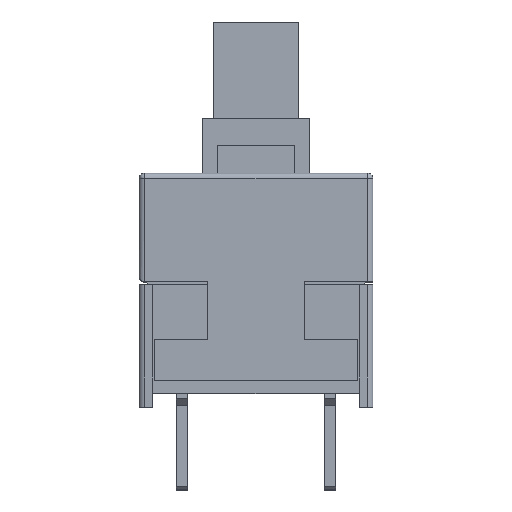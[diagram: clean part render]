
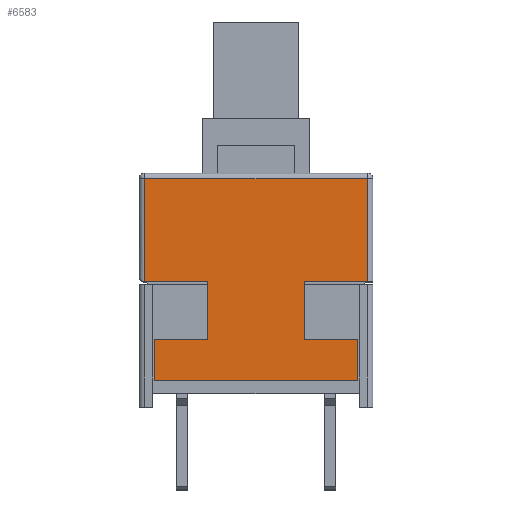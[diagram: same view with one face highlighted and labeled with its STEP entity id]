
A CAD part, top view. The second image highlights one B-rep face of the part: STEP entity #6583.
In plain terms, the highlighted planar face has unit normal (0, 0, 1).
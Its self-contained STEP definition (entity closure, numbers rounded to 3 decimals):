
#73 = VERTEX_POINT ( 'NONE', #934 ) ;
#145 = DIRECTION ( 'NONE',  ( 0., 1., 0. ) ) ;
#222 = ORIENTED_EDGE ( 'NONE', *, *, #6652, .F. ) ;
#290 = DIRECTION ( 'NONE',  ( 1., 0., 0. ) ) ;
#318 = ORIENTED_EDGE ( 'NONE', *, *, #2914, .F. ) ;
#331 = VECTOR ( 'NONE', #4680, 1000. ) ;
#389 = VERTEX_POINT ( 'NONE', #3551 ) ;
#567 = VECTOR ( 'NONE', #290, 1000. ) ;
#843 = VECTOR ( 'NONE', #4378, 1000. ) ;
#847 = VECTOR ( 'NONE', #6407, 1000. ) ;
#857 = VERTEX_POINT ( 'NONE', #1454 ) ;
#934 = CARTESIAN_POINT ( 'NONE',  ( -1.75, -2.05, 4.25 ) ) ;
#1001 = VECTOR ( 'NONE', #2007, 1000. ) ;
#1010 = LINE ( 'NONE', #5642, #3428 ) ;
#1012 = VECTOR ( 'NONE', #2789, 1000. ) ;
#1089 = VERTEX_POINT ( 'NONE', #3281 ) ;
#1127 = VERTEX_POINT ( 'NONE', #5319 ) ;
#1166 = CARTESIAN_POINT ( 'NONE',  ( 3.7, -2.05, 4.25 ) ) ;
#1174 = PLANE ( 'NONE',  #2724 ) ;
#1252 = CARTESIAN_POINT ( 'NONE',  ( 1.75, 1.95, 4.25 ) ) ;
#1254 = VERTEX_POINT ( 'NONE', #4459 ) ;
#1268 = DIRECTION ( 'NONE',  ( 0., 0., -1. ) ) ;
#1283 = VECTOR ( 'NONE', #145, 1000. ) ;
#1350 = ORIENTED_EDGE ( 'NONE', *, *, #4702, .F. ) ;
#1452 = CARTESIAN_POINT ( 'NONE',  ( -3.7, -2.05, 4.25 ) ) ;
#1454 = CARTESIAN_POINT ( 'NONE',  ( 3.7, -3.55, 4.25 ) ) ;
#1502 = ORIENTED_EDGE ( 'NONE', *, *, #5728, .T. ) ;
#1658 = EDGE_CURVE ( 'NONE', #73, #2150, #2659, .T. ) ;
#1687 = EDGE_LOOP ( 'NONE', ( #4717, #4528, #5417, #1990, #6651, #222, #1350, #318, #5256, #2865, #1502, #2336 ) ) ;
#1797 = DIRECTION ( 'NONE',  ( -1., 0., 0. ) ) ;
#1805 = EDGE_CURVE ( 'NONE', #1897, #2150, #4650, .T. ) ;
#1897 = VERTEX_POINT ( 'NONE', #6111 ) ;
#1990 = ORIENTED_EDGE ( 'NONE', *, *, #1658, .F. ) ;
#2007 = DIRECTION ( 'NONE',  ( 1., 0., 0. ) ) ;
#2036 = VECTOR ( 'NONE', #2268, 1000. ) ;
#2038 = VECTOR ( 'NONE', #5540, 1000. ) ;
#2150 = VERTEX_POINT ( 'NONE', #5789 ) ;
#2217 = EDGE_CURVE ( 'NONE', #4173, #1897, #5788, .T. ) ;
#2258 = CARTESIAN_POINT ( 'NONE',  ( -1.75, -2.05, 4.25 ) ) ;
#2268 = DIRECTION ( 'NONE',  ( 0., -1., 0. ) ) ;
#2336 = ORIENTED_EDGE ( 'NONE', *, *, #5696, .T. ) ;
#2349 = CARTESIAN_POINT ( 'NONE',  ( 4.05, 3.8, 4.25 ) ) ;
#2648 = CARTESIAN_POINT ( 'NONE',  ( 4.05, 0.05, 4.25 ) ) ;
#2659 = LINE ( 'NONE', #2258, #1283 ) ;
#2723 = LINE ( 'NONE', #5926, #843 ) ;
#2724 = AXIS2_PLACEMENT_3D ( 'NONE', #3826, #1268, #1797 ) ;
#2740 = CARTESIAN_POINT ( 'NONE',  ( -4.05, 4., 4.25 ) ) ;
#2789 = DIRECTION ( 'NONE',  ( -1., 0., 0. ) ) ;
#2865 = ORIENTED_EDGE ( 'NONE', *, *, #4625, .F. ) ;
#2882 = FACE_OUTER_BOUND ( 'NONE', #1687, .T. ) ;
#2900 = VECTOR ( 'NONE', #4994, 1000. ) ;
#2914 = EDGE_CURVE ( 'NONE', #1089, #857, #5776, .T. ) ;
#3130 = VERTEX_POINT ( 'NONE', #2349 ) ;
#3200 = VECTOR ( 'NONE', #4696, 1000. ) ;
#3281 = CARTESIAN_POINT ( 'NONE',  ( 3.7, -2.05, 4.25 ) ) ;
#3395 = EDGE_CURVE ( 'NONE', #1127, #73, #4117, .T. ) ;
#3428 = VECTOR ( 'NONE', #4547, 1000. ) ;
#3551 = CARTESIAN_POINT ( 'NONE',  ( -3.7, -3.55, 4.25 ) ) ;
#3619 = VERTEX_POINT ( 'NONE', #2648 ) ;
#3745 = LINE ( 'NONE', #5078, #1001 ) ;
#3823 = LINE ( 'NONE', #4230, #3200 ) ;
#3826 = CARTESIAN_POINT ( 'NONE',  ( -4.25, 4., 4.25 ) ) ;
#3834 = LINE ( 'NONE', #1252, #847 ) ;
#4016 = EDGE_CURVE ( 'NONE', #3130, #4173, #6501, .T. ) ;
#4117 = LINE ( 'NONE', #1452, #2038 ) ;
#4173 = VERTEX_POINT ( 'NONE', #5000 ) ;
#4230 = CARTESIAN_POINT ( 'NONE',  ( 1.75, -2.05, 4.25 ) ) ;
#4378 = DIRECTION ( 'NONE',  ( 0., 1., 0. ) ) ;
#4459 = CARTESIAN_POINT ( 'NONE',  ( 1.75, -2.05, 4.25 ) ) ;
#4469 = CARTESIAN_POINT ( 'NONE',  ( -4.25, 0.05, 4.25 ) ) ;
#4528 = ORIENTED_EDGE ( 'NONE', *, *, #2217, .T. ) ;
#4547 = DIRECTION ( 'NONE',  ( 0., 1., 0. ) ) ;
#4625 = EDGE_CURVE ( 'NONE', #6576, #1254, #3834, .T. ) ;
#4650 = LINE ( 'NONE', #4469, #567 ) ;
#4680 = DIRECTION ( 'NONE',  ( 0., -1., 0. ) ) ;
#4696 = DIRECTION ( 'NONE',  ( 1., 0., 0. ) ) ;
#4702 = EDGE_CURVE ( 'NONE', #857, #389, #5115, .T. ) ;
#4717 = ORIENTED_EDGE ( 'NONE', *, *, #4016, .T. ) ;
#4994 = DIRECTION ( 'NONE',  ( -1., 0., 0. ) ) ;
#5000 = CARTESIAN_POINT ( 'NONE',  ( -4.05, 3.8, 4.25 ) ) ;
#5078 = CARTESIAN_POINT ( 'NONE',  ( -4.25, 0.05, 4.25 ) ) ;
#5115 = LINE ( 'NONE', #5374, #1012 ) ;
#5256 = ORIENTED_EDGE ( 'NONE', *, *, #5905, .F. ) ;
#5319 = CARTESIAN_POINT ( 'NONE',  ( -3.7, -2.05, 4.25 ) ) ;
#5374 = CARTESIAN_POINT ( 'NONE',  ( 3.7, -3.55, 4.25 ) ) ;
#5417 = ORIENTED_EDGE ( 'NONE', *, *, #1805, .T. ) ;
#5540 = DIRECTION ( 'NONE',  ( 1., 0., 0. ) ) ;
#5642 = CARTESIAN_POINT ( 'NONE',  ( 4.05, 4., 4.25 ) ) ;
#5696 = EDGE_CURVE ( 'NONE', #3619, #3130, #1010, .T. ) ;
#5728 = EDGE_CURVE ( 'NONE', #6576, #3619, #3745, .T. ) ;
#5776 = LINE ( 'NONE', #1166, #331 ) ;
#5788 = LINE ( 'NONE', #2740, #2036 ) ;
#5789 = CARTESIAN_POINT ( 'NONE',  ( -1.75, 0.05, 4.25 ) ) ;
#5882 = CARTESIAN_POINT ( 'NONE',  ( 1.75, 0.05, 4.25 ) ) ;
#5905 = EDGE_CURVE ( 'NONE', #1254, #1089, #3823, .T. ) ;
#5926 = CARTESIAN_POINT ( 'NONE',  ( -3.7, -3.55, 4.25 ) ) ;
#6111 = CARTESIAN_POINT ( 'NONE',  ( -4.05, 0.05, 4.25 ) ) ;
#6407 = DIRECTION ( 'NONE',  ( 0., -1., 0. ) ) ;
#6501 = LINE ( 'NONE', #6531, #2900 ) ;
#6531 = CARTESIAN_POINT ( 'NONE',  ( -4.25, 3.8, 4.25 ) ) ;
#6576 = VERTEX_POINT ( 'NONE', #5882 ) ;
#6583 = ADVANCED_FACE ( 'NONE', ( #2882 ), #1174, .F. ) ;
#6651 = ORIENTED_EDGE ( 'NONE', *, *, #3395, .F. ) ;
#6652 = EDGE_CURVE ( 'NONE', #389, #1127, #2723, .T. ) ;
